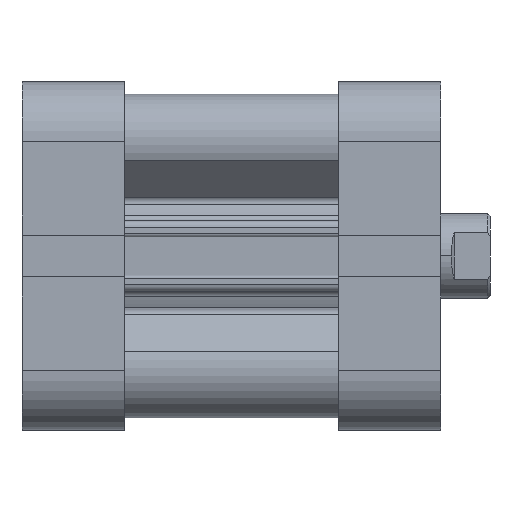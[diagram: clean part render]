
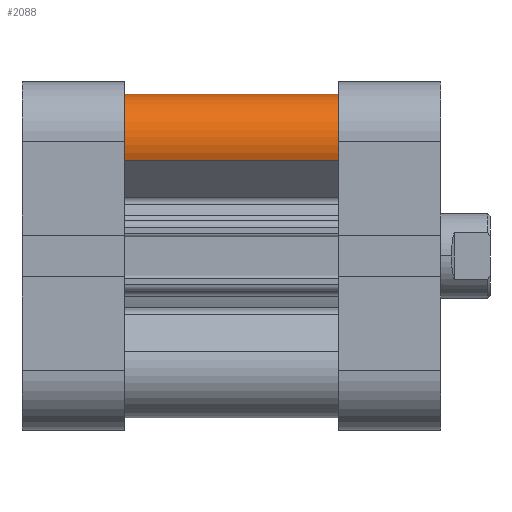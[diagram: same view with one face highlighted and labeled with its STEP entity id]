
A CAD part, front view. The second image highlights one B-rep face of the part: STEP entity #2088.
In plain terms, the highlighted cylindrical face has radius 6.75 mm (diameter 13.5 mm), a partial arc.
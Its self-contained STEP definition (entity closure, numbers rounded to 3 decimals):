
#692 = VERTEX_POINT ( 'NONE', #10229 ) ;
#707 = VERTEX_POINT ( 'NONE', #10214 ) ;
#805 = VERTEX_POINT ( 'NONE', #10114 ) ;
#812 = VERTEX_POINT ( 'NONE', #10107 ) ;
#966 = EDGE_CURVE ( 'NONE', #707, #692, #3270, .T. ) ;
#975 = EDGE_CURVE ( 'NONE', #812, #707, #3278, .T. ) ;
#976 = EDGE_CURVE ( 'NONE', #812, #805, #3286, .T. ) ;
#977 = EDGE_CURVE ( 'NONE', #805, #692, #3282, .T. ) ;
#1301 = AXIS2_PLACEMENT_3D ( 'NONE', #3699, #3700, #3701 ) ;
#1308 = AXIS2_PLACEMENT_3D ( 'NONE', #3721, #3723, #3724 ) ;
#1571 = AXIS2_PLACEMENT_3D ( 'NONE', #7243, #7242, #7241 ) ;
#2088 = ADVANCED_FACE ( 'NONE', ( #6410 ), #6413, .T. ) ;
#3270 = CIRCLE ( 'NONE', #1301, 6.75 ) ;
#3277 = VECTOR ( 'NONE', #3727, 1000. ) ;
#3278 = LINE ( 'NONE', #3719, #3283 ) ;
#3282 = LINE ( 'NONE', #3726, #3277 ) ;
#3283 = VECTOR ( 'NONE', #3722, 1000. ) ;
#3286 = CIRCLE ( 'NONE', #1308, 6.75 ) ;
#3699 = CARTESIAN_POINT ( 'NONE',  ( -16.25, -16.25, 0. ) ) ;
#3700 = DIRECTION ( 'NONE',  ( 0., 0., 1. ) ) ;
#3701 = DIRECTION ( 'NONE',  ( -1., 0., 0. ) ) ;
#3719 = CARTESIAN_POINT ( 'NONE',  ( -23., -16.25, 30.5 ) ) ;
#3721 = CARTESIAN_POINT ( 'NONE',  ( -16.25, -16.25, 30.5 ) ) ;
#3722 = DIRECTION ( 'NONE',  ( 0., 0., -1. ) ) ;
#3723 = DIRECTION ( 'NONE',  ( 0., 0., 1. ) ) ;
#3724 = DIRECTION ( 'NONE',  ( -1., 0., 0. ) ) ;
#3726 = CARTESIAN_POINT ( 'NONE',  ( -13.633, -22.472, 30.5 ) ) ;
#3727 = DIRECTION ( 'NONE',  ( 0., 0., -1. ) ) ;
#5412 = EDGE_LOOP ( 'NONE', ( #5767, #5766, #5765, #5764 ) ) ;
#5764 = ORIENTED_EDGE ( 'NONE', *, *, #977, .F. ) ;
#5765 = ORIENTED_EDGE ( 'NONE', *, *, #966, .T. ) ;
#5766 = ORIENTED_EDGE ( 'NONE', *, *, #975, .T. ) ;
#5767 = ORIENTED_EDGE ( 'NONE', *, *, #976, .F. ) ;
#6410 = FACE_OUTER_BOUND ( 'NONE', #5412, .T. ) ;
#6413 = CYLINDRICAL_SURFACE ( 'NONE', #1571, 6.75 ) ;
#7241 = DIRECTION ( 'NONE',  ( -1., 0., 0. ) ) ;
#7242 = DIRECTION ( 'NONE',  ( 0., 0., -1. ) ) ;
#7243 = CARTESIAN_POINT ( 'NONE',  ( -16.25, -16.25, 30.5 ) ) ;
#10107 = CARTESIAN_POINT ( 'NONE',  ( -23., -16.25, 30.5 ) ) ;
#10114 = CARTESIAN_POINT ( 'NONE',  ( -13.633, -22.472, 30.5 ) ) ;
#10214 = CARTESIAN_POINT ( 'NONE',  ( -23., -16.25, 0. ) ) ;
#10229 = CARTESIAN_POINT ( 'NONE',  ( -13.633, -22.472, 0. ) ) ;
